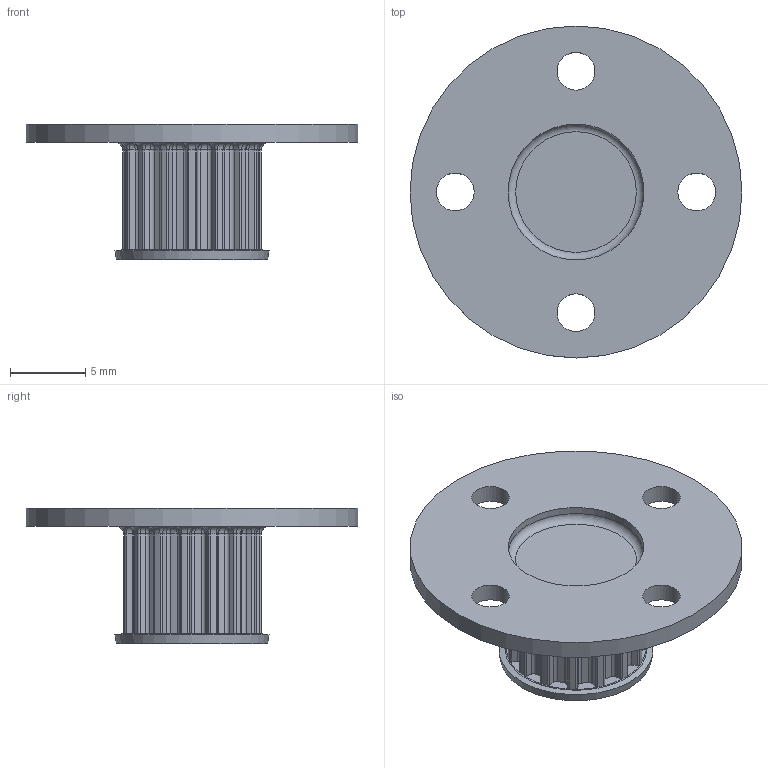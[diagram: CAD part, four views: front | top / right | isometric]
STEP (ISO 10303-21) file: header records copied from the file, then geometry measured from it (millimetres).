
FILE_DESCRIPTION(/* description */ (''),/* implementation_level */ '2;1');
FILE_NAME(/* name */ 'Synchronous Pulley1_ipt_7e1736b5.STEP',/* time_stamp */ '2022-06-02T14:50:43+03:00',/* author */ ('Sulieman DAHER'),/* organization */ (''),/* preprocessor_version */ 'ST-DEVELOPER v16.13',/* originating_system */ 'Autodesk Inventor 2018',/* authorisation */ '');
FILE_SCHEMA (('AUTOMOTIVE_DESIGN { 1 0 10303 214 3 1 1 }'));
Length unit declared in the file: millimetre
Products named in the file (1): Synchronous Pulley1
Bounding box: 22 x 22 x 8.97 mm (x, y, z)
Volume: 815.2 mm3; surface area: 1206.9 mm2
Topology: 1 solids, 1 shells, 270 faces, 644 edges, 348 vertices
Faces by surface type: cylinder 126, plane 64, torus 47, bspline 30, cone 3
Full cylindrical faces by diameter (mm): 2.5 x4, 9 x1, 22 x1
Entity records: 8134 total; most frequent: CARTESIAN_POINT 1940, DIRECTION 1431, ORIENTED_EDGE 1204, EDGE_CURVE 602, AXIS2_PLACEMENT_3D 588, VERTEX_POINT 347, EDGE_LOOP 291, CIRCLE 287
